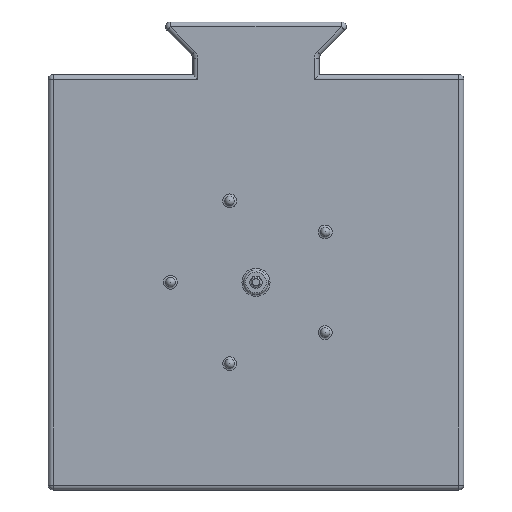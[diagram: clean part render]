
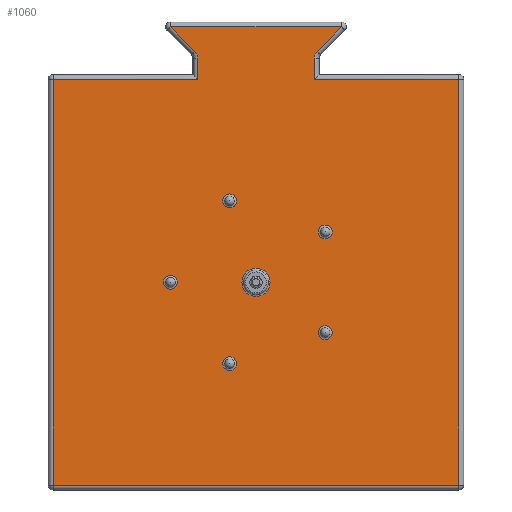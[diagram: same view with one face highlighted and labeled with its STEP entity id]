
A CAD part, top view. The second image highlights one B-rep face of the part: STEP entity #1060.
In plain terms, the highlighted planar face has unit normal (0, 0, 1).
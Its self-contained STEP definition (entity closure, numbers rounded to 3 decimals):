
#37=FACE_BOUND('',#250,.T.);
#38=FACE_BOUND('',#251,.T.);
#39=FACE_BOUND('',#252,.T.);
#40=FACE_BOUND('',#253,.T.);
#41=FACE_BOUND('',#254,.T.);
#42=FACE_BOUND('',#255,.T.);
#96=CIRCLE('',#1165,5.75);
#99=CIRCLE('',#1170,4.);
#100=CIRCLE('',#1171,4.);
#101=CIRCLE('',#1172,2.828);
#102=CIRCLE('',#1173,2.828);
#103=CIRCLE('',#1174,2.828);
#104=CIRCLE('',#1175,2.828);
#105=CIRCLE('',#1176,2.828);
#178=FACE_OUTER_BOUND('',#249,.T.);
#249=EDGE_LOOP('',(#795,#796,#797,#798,#799,#800,#801,#802,#803,#804,#805,
#806));
#250=EDGE_LOOP('',(#807));
#251=EDGE_LOOP('',(#808));
#252=EDGE_LOOP('',(#809));
#253=EDGE_LOOP('',(#810));
#254=EDGE_LOOP('',(#811));
#255=EDGE_LOOP('',(#812));
#337=LINE('',#1789,#409);
#338=LINE('',#1793,#410);
#339=LINE('',#1795,#411);
#340=LINE('',#1797,#412);
#341=LINE('',#1801,#413);
#342=LINE('',#1803,#414);
#343=LINE('',#1805,#415);
#344=LINE('',#1807,#416);
#345=LINE('',#1809,#417);
#346=LINE('',#1810,#418);
#409=VECTOR('',#1415,10.);
#410=VECTOR('',#1418,10.);
#411=VECTOR('',#1419,10.);
#412=VECTOR('',#1420,10.);
#413=VECTOR('',#1423,10.);
#414=VECTOR('',#1424,10.);
#415=VECTOR('',#1425,10.);
#416=VECTOR('',#1426,10.);
#417=VECTOR('',#1427,10.);
#418=VECTOR('',#1428,10.);
#481=VERTEX_POINT('',#1777);
#484=VERTEX_POINT('',#1787);
#485=VERTEX_POINT('',#1788);
#486=VERTEX_POINT('',#1790);
#487=VERTEX_POINT('',#1792);
#488=VERTEX_POINT('',#1794);
#489=VERTEX_POINT('',#1796);
#490=VERTEX_POINT('',#1798);
#491=VERTEX_POINT('',#1800);
#492=VERTEX_POINT('',#1802);
#493=VERTEX_POINT('',#1804);
#494=VERTEX_POINT('',#1806);
#495=VERTEX_POINT('',#1808);
#496=VERTEX_POINT('',#1811);
#497=VERTEX_POINT('',#1813);
#498=VERTEX_POINT('',#1815);
#499=VERTEX_POINT('',#1817);
#500=VERTEX_POINT('',#1819);
#598=EDGE_CURVE('',#481,#481,#96,.T.);
#602=EDGE_CURVE('',#484,#485,#337,.T.);
#603=EDGE_CURVE('',#486,#484,#99,.T.);
#604=EDGE_CURVE('',#487,#486,#338,.T.);
#605=EDGE_CURVE('',#488,#487,#339,.T.);
#606=EDGE_CURVE('',#489,#488,#340,.T.);
#607=EDGE_CURVE('',#490,#489,#100,.T.);
#608=EDGE_CURVE('',#491,#490,#341,.T.);
#609=EDGE_CURVE('',#492,#491,#342,.T.);
#610=EDGE_CURVE('',#493,#492,#343,.T.);
#611=EDGE_CURVE('',#494,#493,#344,.T.);
#612=EDGE_CURVE('',#495,#494,#345,.T.);
#613=EDGE_CURVE('',#485,#495,#346,.T.);
#614=EDGE_CURVE('',#496,#496,#101,.T.);
#615=EDGE_CURVE('',#497,#497,#102,.T.);
#616=EDGE_CURVE('',#498,#498,#103,.T.);
#617=EDGE_CURVE('',#499,#499,#104,.T.);
#618=EDGE_CURVE('',#500,#500,#105,.T.);
#795=ORIENTED_EDGE('',*,*,#602,.F.);
#796=ORIENTED_EDGE('',*,*,#603,.F.);
#797=ORIENTED_EDGE('',*,*,#604,.F.);
#798=ORIENTED_EDGE('',*,*,#605,.F.);
#799=ORIENTED_EDGE('',*,*,#606,.F.);
#800=ORIENTED_EDGE('',*,*,#607,.F.);
#801=ORIENTED_EDGE('',*,*,#608,.F.);
#802=ORIENTED_EDGE('',*,*,#609,.F.);
#803=ORIENTED_EDGE('',*,*,#610,.F.);
#804=ORIENTED_EDGE('',*,*,#611,.F.);
#805=ORIENTED_EDGE('',*,*,#612,.F.);
#806=ORIENTED_EDGE('',*,*,#613,.F.);
#807=ORIENTED_EDGE('',*,*,#614,.F.);
#808=ORIENTED_EDGE('',*,*,#615,.F.);
#809=ORIENTED_EDGE('',*,*,#616,.F.);
#810=ORIENTED_EDGE('',*,*,#617,.F.);
#811=ORIENTED_EDGE('',*,*,#618,.F.);
#812=ORIENTED_EDGE('',*,*,#598,.F.);
#1023=PLANE('',#1169);
#1060=ADVANCED_FACE('',(#178,#37,#38,#39,#40,#41,#42),#1023,.T.);
#1165=AXIS2_PLACEMENT_3D('',#1779,#1404,#1405);
#1169=AXIS2_PLACEMENT_3D('',#1786,#1413,#1414);
#1170=AXIS2_PLACEMENT_3D('',#1791,#1416,#1417);
#1171=AXIS2_PLACEMENT_3D('',#1799,#1421,#1422);
#1172=AXIS2_PLACEMENT_3D('',#1812,#1429,#1430);
#1173=AXIS2_PLACEMENT_3D('',#1814,#1431,#1432);
#1174=AXIS2_PLACEMENT_3D('',#1816,#1433,#1434);
#1175=AXIS2_PLACEMENT_3D('',#1818,#1435,#1436);
#1176=AXIS2_PLACEMENT_3D('',#1820,#1437,#1438);
#1404=DIRECTION('center_axis',(0.,0.,1.));
#1405=DIRECTION('ref_axis',(-1.,0.,0.));
#1413=DIRECTION('center_axis',(0.,0.,1.));
#1414=DIRECTION('ref_axis',(1.,0.,0.));
#1415=DIRECTION('',(0.,-1.,0.));
#1416=DIRECTION('center_axis',(0.,0.,1.));
#1417=DIRECTION('ref_axis',(-0.924,0.383,0.));
#1418=DIRECTION('',(-0.707,-0.707,0.));
#1419=DIRECTION('',(1.,0.,0.));
#1420=DIRECTION('',(-0.707,0.707,0.));
#1421=DIRECTION('center_axis',(0.,0.,1.));
#1422=DIRECTION('ref_axis',(0.924,0.383,0.));
#1423=DIRECTION('',(0.,1.,0.));
#1424=DIRECTION('',(1.,0.,0.));
#1425=DIRECTION('',(0.,1.,0.));
#1426=DIRECTION('',(-1.,0.,0.));
#1427=DIRECTION('',(0.,-1.,0.));
#1428=DIRECTION('',(1.,0.,0.));
#1429=DIRECTION('center_axis',(0.,0.,1.));
#1430=DIRECTION('ref_axis',(0.309,-0.951,0.));
#1431=DIRECTION('center_axis',(0.,0.,1.));
#1432=DIRECTION('ref_axis',(-0.809,0.588,0.));
#1433=DIRECTION('center_axis',(0.,0.,1.));
#1434=DIRECTION('ref_axis',(1.,0.,0.));
#1435=DIRECTION('center_axis',(0.,0.,1.));
#1436=DIRECTION('ref_axis',(0.309,0.951,0.));
#1437=DIRECTION('center_axis',(0.,0.,1.));
#1438=DIRECTION('ref_axis',(-0.809,-0.588,0.));
#1777=CARTESIAN_POINT('',(5.75,0.,5.));
#1779=CARTESIAN_POINT('Origin',(0.,0.,5.));
#1786=CARTESIAN_POINT('Origin',(0.,0.,5.));
#1787=CARTESIAN_POINT('',(23.793,91.672,5.));
#1788=CARTESIAN_POINT('',(23.793,83.,5.));
#1789=CARTESIAN_POINT('',(23.793,96.,5.));
#1790=CARTESIAN_POINT('',(24.964,94.5,5.));
#1791=CARTESIAN_POINT('Origin',(27.793,91.672,5.));
#1792=CARTESIAN_POINT('',(34.964,104.5,5.));
#1793=CARTESIAN_POINT('',(19.68,89.216,5.));
#1794=CARTESIAN_POINT('',(-34.964,104.5,5.));
#1795=CARTESIAN_POINT('',(19.896,104.5,5.));
#1796=CARTESIAN_POINT('',(-24.964,94.5,5.));
#1797=CARTESIAN_POINT('',(-26.68,96.216,5.));
#1798=CARTESIAN_POINT('',(-23.793,91.672,5.));
#1799=CARTESIAN_POINT('Origin',(-27.793,91.672,5.));
#1800=CARTESIAN_POINT('',(-23.793,83.,5.));
#1801=CARTESIAN_POINT('',(-23.793,96.,5.));
#1802=CARTESIAN_POINT('',(-83.,83.,5.));
#1803=CARTESIAN_POINT('',(42.5,83.,5.));
#1804=CARTESIAN_POINT('',(-83.,-83.,5.));
#1805=CARTESIAN_POINT('',(-83.,42.5,5.));
#1806=CARTESIAN_POINT('',(83.,-83.,5.));
#1807=CARTESIAN_POINT('',(-42.5,-83.,5.));
#1808=CARTESIAN_POINT('',(83.,83.,5.));
#1809=CARTESIAN_POINT('',(83.,-42.5,5.));
#1810=CARTESIAN_POINT('',(42.5,83.,5.));
#1811=CARTESIAN_POINT('',(-7.987,33.287,5.));
#1812=CARTESIAN_POINT('Origin',(-10.816,33.287,5.));
#1813=CARTESIAN_POINT('',(31.144,-20.572,5.));
#1814=CARTESIAN_POINT('Origin',(28.316,-20.572,5.));
#1815=CARTESIAN_POINT('',(-32.172,0.,5.));
#1816=CARTESIAN_POINT('Origin',(-35.,0.,5.));
#1817=CARTESIAN_POINT('',(-7.987,-33.287,5.));
#1818=CARTESIAN_POINT('Origin',(-10.816,-33.287,5.));
#1819=CARTESIAN_POINT('',(31.144,20.572,5.));
#1820=CARTESIAN_POINT('Origin',(28.316,20.572,5.));
